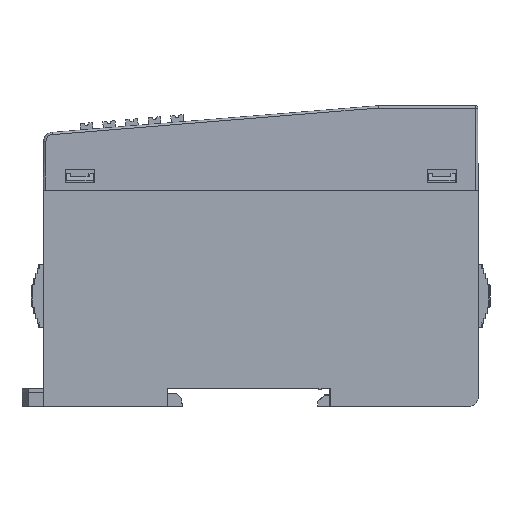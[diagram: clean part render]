
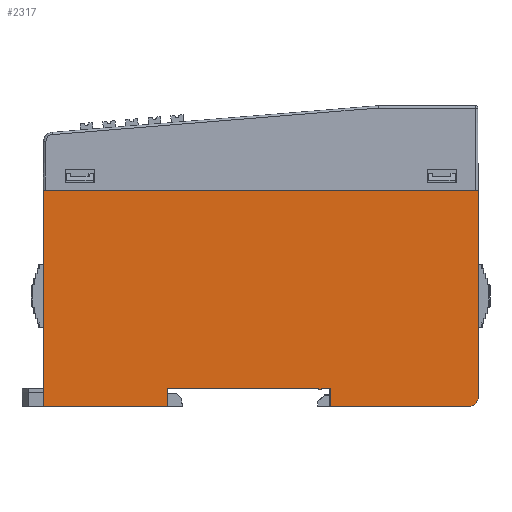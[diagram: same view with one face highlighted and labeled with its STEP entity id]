
A CAD part, left-side view. The second image highlights one B-rep face of the part: STEP entity #2317.
In plain terms, the highlighted planar face has unit normal (-1, 0, 0).
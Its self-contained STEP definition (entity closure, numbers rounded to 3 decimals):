
#422=CIRCLE('',#23087,0.547);
#444=CIRCLE('',#23623,2.);
#1115=FACE_OUTER_BOUND('',#4859,.T.);
#2317=ADVANCED_FACE('',(#1115),#3467,.T.);
#3467=PLANE('',#23624);
#4859=EDGE_LOOP('',(#8308,#8309,#8310,#8311,#8312,#8313,#8314,#8315,#8316,
#8317,#8318));
#8308=ORIENTED_EDGE('',*,*,#14141,.F.);
#8309=ORIENTED_EDGE('',*,*,#15831,.T.);
#8310=ORIENTED_EDGE('',*,*,#15832,.T.);
#8311=ORIENTED_EDGE('',*,*,#14299,.F.);
#8312=ORIENTED_EDGE('',*,*,#14324,.F.);
#8313=ORIENTED_EDGE('',*,*,#14558,.F.);
#8314=ORIENTED_EDGE('',*,*,#14133,.F.);
#8315=ORIENTED_EDGE('',*,*,#15614,.F.);
#8316=ORIENTED_EDGE('',*,*,#14586,.T.);
#8317=ORIENTED_EDGE('',*,*,#15833,.T.);
#8318=ORIENTED_EDGE('',*,*,#14552,.F.);
#12020=VERTEX_POINT('',#30393);
#12021=VERTEX_POINT('',#30395);
#12028=VERTEX_POINT('',#30410);
#12029=VERTEX_POINT('',#30412);
#12144=VERTEX_POINT('',#30738);
#12145=VERTEX_POINT('',#30740);
#12167=VERTEX_POINT('',#30787);
#12388=VERTEX_POINT('',#31271);
#12412=VERTEX_POINT('',#31337);
#12413=VERTEX_POINT('',#31339);
#13162=VERTEX_POINT('',#36629);
#14133=EDGE_CURVE('',#12020,#12021,#17338,.T.);
#14141=EDGE_CURVE('',#12028,#12029,#17346,.T.);
#14299=EDGE_CURVE('',#12144,#12145,#17481,.T.);
#14324=EDGE_CURVE('',#12167,#12144,#17503,.T.);
#14552=EDGE_CURVE('',#12029,#12388,#17723,.T.);
#14558=EDGE_CURVE('',#12021,#12167,#17729,.T.);
#14586=EDGE_CURVE('',#12413,#12412,#422,.T.);
#15614=EDGE_CURVE('',#12413,#12020,#18779,.T.);
#15831=EDGE_CURVE('',#12028,#13162,#444,.T.);
#15832=EDGE_CURVE('',#13162,#12145,#18901,.T.);
#15833=EDGE_CURVE('',#12412,#12388,#18902,.T.);
#17338=LINE('',#30394,#20185);
#17346=LINE('',#30411,#20193);
#17481=LINE('',#30739,#20328);
#17503=LINE('',#30788,#20350);
#17723=LINE('',#31270,#20570);
#17729=LINE('',#31281,#20576);
#18779=LINE('',#33403,#21626);
#18901=LINE('',#36630,#21748);
#18902=LINE('',#36631,#21749);
#20185=VECTOR('',#24537,1.);
#20193=VECTOR('',#24547,1.);
#20328=VECTOR('',#24836,1.);
#20350=VECTOR('',#24866,1.);
#20570=VECTOR('',#25122,1.);
#20576=VECTOR('',#25130,1.);
#21626=VECTOR('',#27044,1.);
#21748=VECTOR('',#27402,1.);
#21749=VECTOR('',#27403,1.);
#23087=AXIS2_PLACEMENT_3D('',#31338,#25179,#25180);
#23623=AXIS2_PLACEMENT_3D('',#36628,#27400,#27401);
#23624=AXIS2_PLACEMENT_3D('',#36632,#27404,#27405);
#24537=DIRECTION('',(0.,0.017,-1.));
#24547=DIRECTION('',(0.,1.,0.));
#24836=DIRECTION('',(0.,-1.,0.));
#24866=DIRECTION('',(0.,0.,1.));
#25122=DIRECTION('',(0.,0.,1.));
#25130=DIRECTION('',(0.,1.,0.));
#25179=DIRECTION('',(-1.,0.,0.));
#25180=DIRECTION('',(0.,0.,-1.));
#27044=DIRECTION('',(0.,1.,0.));
#27400=DIRECTION('',(-1.,0.,0.));
#27401=DIRECTION('',(0.,0.,1.));
#27402=DIRECTION('',(0.,0.,1.));
#27403=DIRECTION('',(0.,-1.,0.));
#27404=DIRECTION('',(-1.,0.,0.));
#27405=DIRECTION('',(0.,-1.,0.));
#30393=CARTESIAN_POINT('',(-316.274,96.312,-32.797));
#30394=CARTESIAN_POINT('',(-316.274,96.312,-32.797));
#30395=CARTESIAN_POINT('',(-316.274,96.381,-36.801));
#30410=CARTESIAN_POINT('',(-316.274,29.994,-36.801));
#30411=CARTESIAN_POINT('',(-316.274,48.389,-36.801));
#30412=CARTESIAN_POINT('',(-316.274,60.553,-36.801));
#30738=CARTESIAN_POINT('',(-316.274,123.589,10.693));
#30739=CARTESIAN_POINT('',(-316.274,78.544,10.693));
#30740=CARTESIAN_POINT('',(-316.274,27.994,10.693));
#30787=CARTESIAN_POINT('',(-316.274,123.589,-36.801));
#30788=CARTESIAN_POINT('',(-316.274,123.589,-42.437));
#31270=CARTESIAN_POINT('',(-316.274,60.553,-39.127));
#31271=CARTESIAN_POINT('',(-316.274,60.553,-32.797));
#31281=CARTESIAN_POINT('',(-316.274,109.95,-36.801));
#31337=CARTESIAN_POINT('',(-316.274,62.274,-32.797));
#31338=CARTESIAN_POINT('',(-316.274,62.786,-32.605));
#31339=CARTESIAN_POINT('',(-316.274,63.298,-32.797));
#33403=CARTESIAN_POINT('',(-316.274,78.544,-32.797));
#36628=CARTESIAN_POINT('',(-316.274,29.994,-34.801));
#36629=CARTESIAN_POINT('',(-316.274,27.994,-34.801));
#36630=CARTESIAN_POINT('',(-316.274,27.994,-9.273));
#36631=CARTESIAN_POINT('',(-316.274,78.544,-32.797));
#36632=CARTESIAN_POINT('',(-316.274,78.544,-42.437));
